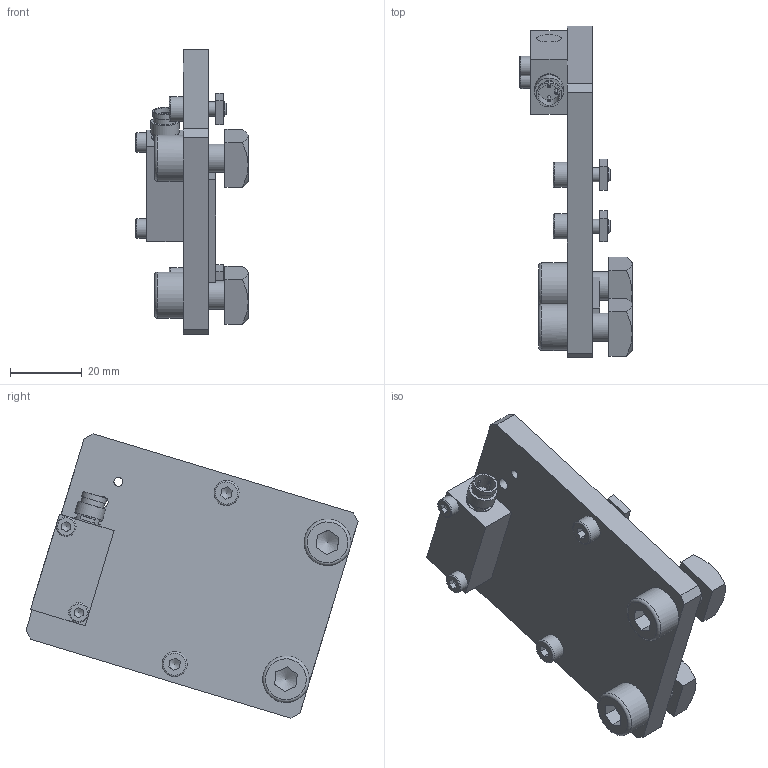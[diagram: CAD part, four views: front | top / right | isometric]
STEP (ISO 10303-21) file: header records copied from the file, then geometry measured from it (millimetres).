
FILE_DESCRIPTION(/* description */ (''),/* implementation_level */ '2;1');
FILE_NAME(/* name */ 'CAD_53054.stp',/* time_stamp */ '2016-04-16T10:21:27+02:00',/* author */ ('Hypex'),/* organization */ ('Hypex'),/* preprocessor_version */ 'ST-DEVELOPER v16.1',/* originating_system */ 'Autodesk Inventor 2016',/* authorisation */ '');
FILE_SCHEMA (('AUTOMOTIVE_DESIGN { 1 0 10303 214 3 1 1 }'));
Length unit declared in the file: millimetre
Products named in the file (1): CAD_53054
Bounding box: 31.4 x 92.81 x 79.48 mm (x, y, z)
Volume: 43671.3 mm3; surface area: 17182.2 mm2
Topology: 1 solids, 2 shells, 189 faces, 436 edges, 284 vertices
Faces by surface type: plane 118, cylinder 35, cone 22, torus 11, bspline 3
Full cylindrical faces by diameter (mm): 0.7 x3, 2.459 x4, 3.242 x2, 4 x4, 4.2 x2, 5.5 x2, 6 x1, 6.5 x1, 7 x4, 7.5 x1, 8 x3, 8.2 x2, 13 x2
Entity records: 5102 total; most frequent: CARTESIAN_POINT 1038, DIRECTION 772, ORIENTED_EDGE 704, EDGE_CURVE 352, AXIS2_PLACEMENT_3D 293, EDGE_LOOP 281, VERTEX_POINT 255, STYLED_ITEM 190
